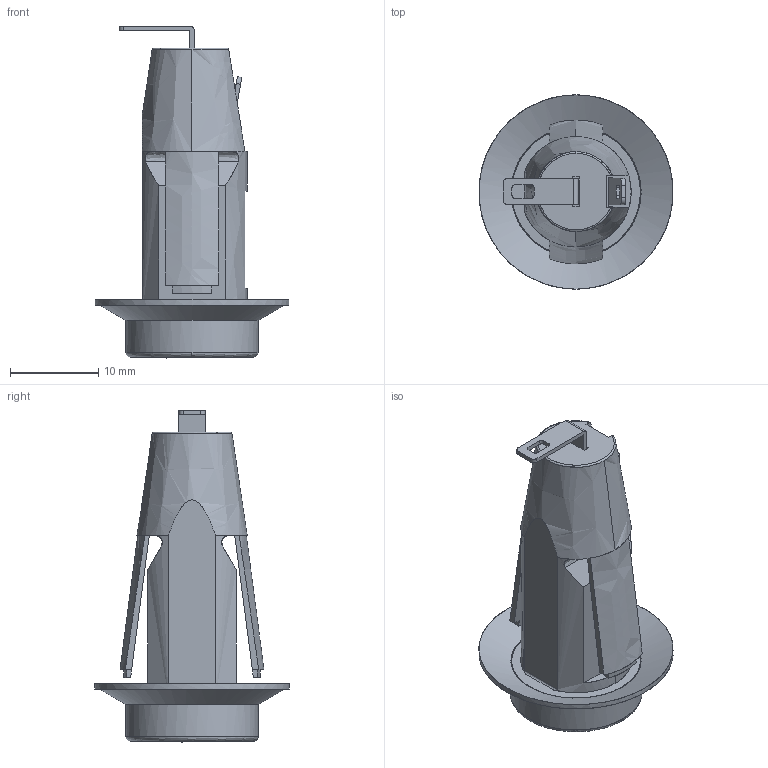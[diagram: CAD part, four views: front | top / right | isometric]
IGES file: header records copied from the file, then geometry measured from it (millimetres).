
Start section: C
Global section: file name: 696213001002.igs; native system: By Siemens PLM Incorporated; preprocessor: XPlus GENERIC/IGES 17.0.49; author: Author; organization: Title; date: 20150715.091634; units: millimetre
Bounding box: 21.95 x 22 x 37.6 mm (x, y, z)
Surface area: 2912.8 mm2 (no closed solid volume)
Topology: 0 solids, 0 shells, 245 faces, 1942 edges, 1942 vertices
Faces by surface type: bspline 245
